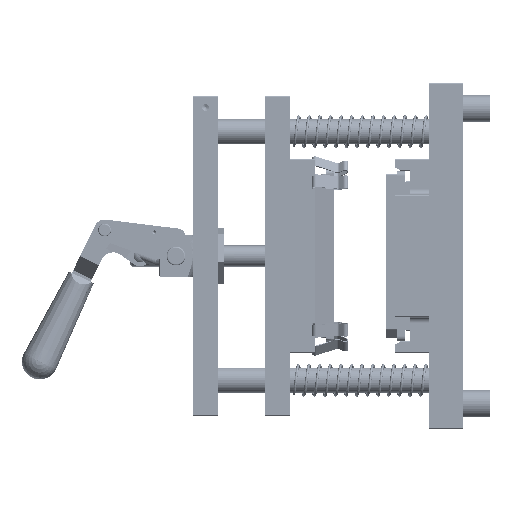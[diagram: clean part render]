
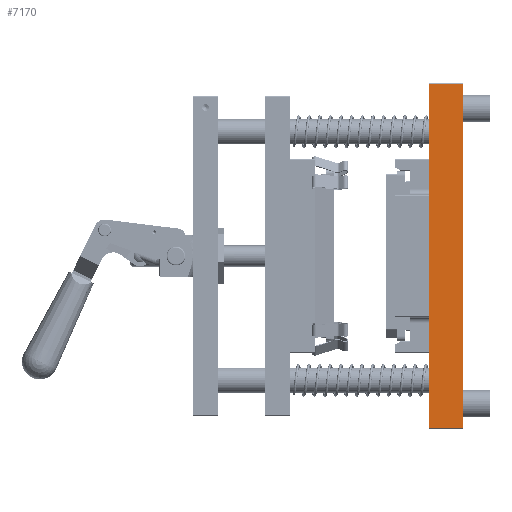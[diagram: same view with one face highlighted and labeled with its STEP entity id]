
A CAD part, left-side view. The second image highlights one B-rep face of the part: STEP entity #7170.
In plain terms, the highlighted planar face has unit normal (-1, 0, 0).
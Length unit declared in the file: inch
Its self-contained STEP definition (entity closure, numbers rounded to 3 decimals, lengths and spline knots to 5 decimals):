
#4070 = LINE ( 'NONE', #72521, #17897 ) ;
#7170 = ADVANCED_FACE ( 'NONE', ( #53572 ), #118103, .F. ) ;
#11654 = ORIENTED_EDGE ( 'NONE', *, *, #78793, .T. ) ;
#13372 = VERTEX_POINT ( 'NONE', #100692 ) ;
#17897 = VECTOR ( 'NONE', #23528, 39.37008 ) ;
#22043 = ORIENTED_EDGE ( 'NONE', *, *, #50687, .T. ) ;
#23528 = DIRECTION ( 'NONE',  ( 0., 0., 1. ) ) ;
#28231 = CARTESIAN_POINT ( 'NONE',  ( -2.75, 1., -5.09375 ) ) ;
#50687 = EDGE_CURVE ( 'NONE', #60767, #13372, #4070, .T. ) ;
#53572 = FACE_OUTER_BOUND ( 'NONE', #149016, .T. ) ;
#57728 = CARTESIAN_POINT ( 'NONE',  ( -2.75, 1., 5.125 ) ) ;
#60191 = VERTEX_POINT ( 'NONE', #96968 ) ;
#60767 = VERTEX_POINT ( 'NONE', #134822 ) ;
#61908 = LINE ( 'NONE', #28231, #63935 ) ;
#63935 = VECTOR ( 'NONE', #65774, 39.37008 ) ;
#65774 = DIRECTION ( 'NONE',  ( 0., -1., 0. ) ) ;
#72521 = CARTESIAN_POINT ( 'NONE',  ( -2.75, 0., 5.125 ) ) ;
#76589 = CARTESIAN_POINT ( 'NONE',  ( -2.75, 1., 5.09375 ) ) ;
#78793 = EDGE_CURVE ( 'NONE', #111158, #60767, #61908, .T. ) ;
#84941 = LINE ( 'NONE', #119272, #143246 ) ;
#92732 = LINE ( 'NONE', #76589, #133571 ) ;
#95369 = ORIENTED_EDGE ( 'NONE', *, *, #119299, .T. ) ;
#96968 = CARTESIAN_POINT ( 'NONE',  ( -2.75, 1., 5.09375 ) ) ;
#100692 = CARTESIAN_POINT ( 'NONE',  ( -2.75, 0., 5.09375 ) ) ;
#103116 = AXIS2_PLACEMENT_3D ( 'NONE', #57728, #143627, #131130 ) ;
#111158 = VERTEX_POINT ( 'NONE', #128211 ) ;
#113303 = ORIENTED_EDGE ( 'NONE', *, *, #135008, .F. ) ;
#118103 = PLANE ( 'NONE',  #103116 ) ;
#119272 = CARTESIAN_POINT ( 'NONE',  ( -2.75, 1., 5.125 ) ) ;
#119299 = EDGE_CURVE ( 'NONE', #13372, #60191, #92732, .T. ) ;
#128211 = CARTESIAN_POINT ( 'NONE',  ( -2.75, 1., -5.09375 ) ) ;
#131130 = DIRECTION ( 'NONE',  ( 0., 0., -1. ) ) ;
#133571 = VECTOR ( 'NONE', #148877, 39.37008 ) ;
#134822 = CARTESIAN_POINT ( 'NONE',  ( -2.75, 0., -5.09375 ) ) ;
#135008 = EDGE_CURVE ( 'NONE', #111158, #60191, #84941, .T. ) ;
#143246 = VECTOR ( 'NONE', #143748, 39.37008 ) ;
#143627 = DIRECTION ( 'NONE',  ( 1., 0., 0. ) ) ;
#143748 = DIRECTION ( 'NONE',  ( 0., 0., 1. ) ) ;
#148877 = DIRECTION ( 'NONE',  ( 0., 1., 0. ) ) ;
#149016 = EDGE_LOOP ( 'NONE', ( #22043, #95369, #113303, #11654 ) ) ;
